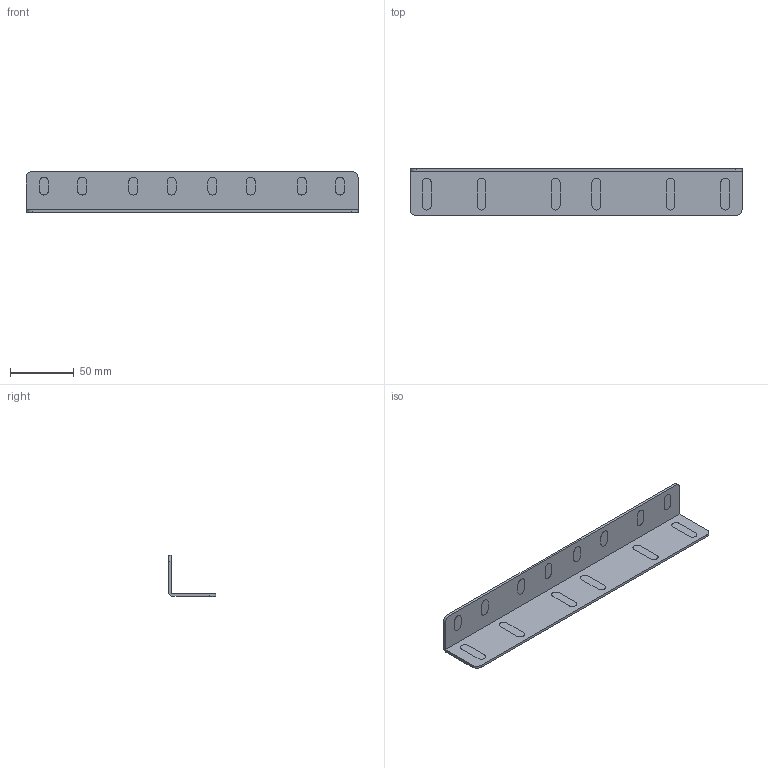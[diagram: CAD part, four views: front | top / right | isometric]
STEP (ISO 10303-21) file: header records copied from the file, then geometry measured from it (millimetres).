
FILE_DESCRIPTION(/* description */ (''),/* implementation_level */ '2;1');
FILE_NAME(/* name */ '487476.stp',/* time_stamp */ '2023-12-19T13:53:58+01:00',/* author */ ('bonnaudn'),/* organization */ (''),/* preprocessor_version */ 'ST-DEVELOPER v19.2',/* originating_system */ 'AutoCAD Mechanical',/* authorisation */ '');
FILE_SCHEMA (('AUTOMOTIVE_DESIGN { 1 0 10303 214 3 1 1 }'));
Length unit declared in the file: millimetre
Products named in the file (1): Product
Bounding box: 260 x 37.2 x 32.2 mm (x, y, z)
Volume: 34113.6 mm3; surface area: 39065.6 mm2
Topology: 1 solids, 29 shells, 41 faces, 145 edges, 134 vertices
Faces by surface type: plane 36, cylinder 5
Entity records: 1694 total; most frequent: CARTESIAN_POINT 321, DIRECTION 295, ORIENTED_EDGE 178, EDGE_CURVE 145, VERTEX_POINT 134, AXIS2_PLACEMENT_3D 108, LINE 79, VECTOR 79
